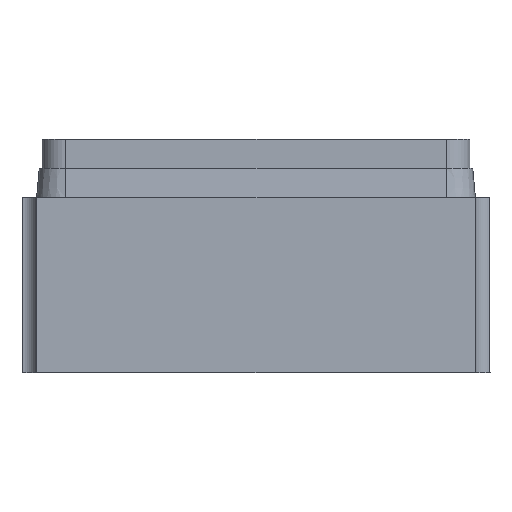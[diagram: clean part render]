
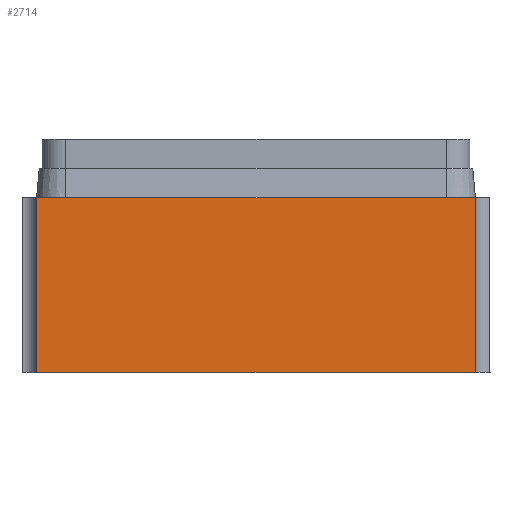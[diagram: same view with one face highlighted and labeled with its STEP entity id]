
A CAD part, front view. The second image highlights one B-rep face of the part: STEP entity #2714.
In plain terms, the highlighted face is planar.
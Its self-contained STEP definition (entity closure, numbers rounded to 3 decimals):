
#99=LINE('',#4169,#195);
#114=LINE('',#4303,#210);
#115=LINE('',#4306,#211);
#116=LINE('',#4307,#212);
#195=VECTOR('',#3151,1000.);
#210=VECTOR('',#3204,1000.);
#211=VECTOR('',#3205,1000.);
#212=VECTOR('',#3206,1000.);
#877=ORIENTED_EDGE('',*,*,#1217,.T.);
#878=ORIENTED_EDGE('',*,*,#1218,.F.);
#879=ORIENTED_EDGE('',*,*,#1177,.F.);
#880=ORIENTED_EDGE('',*,*,#1219,.T.);
#1177=EDGE_CURVE('',#1392,#1393,#99,.T.);
#1217=EDGE_CURVE('',#1421,#1422,#114,.T.);
#1218=EDGE_CURVE('',#1393,#1422,#115,.T.);
#1219=EDGE_CURVE('',#1392,#1421,#116,.T.);
#1392=VERTEX_POINT('',#4168);
#1393=VERTEX_POINT('',#4170);
#1421=VERTEX_POINT('',#4304);
#1422=VERTEX_POINT('',#4305);
#1582=EDGE_LOOP('',(#877,#878,#879,#880));
#1716=FACE_BOUND('',#1582,.T.);
#1802=PLANE('',#2856);
#2714=ADVANCED_FACE('',(#1716),#1802,.F.);
#2856=AXIS2_PLACEMENT_3D('',#4302,#3202,#3203);
#3151=DIRECTION('',(0.,1.,0.));
#3202=DIRECTION('',(-1.,0.,0.));
#3203=DIRECTION('',(0.,0.,1.));
#3204=DIRECTION('',(0.,1.,0.));
#3205=DIRECTION('',(0.,0.,-1.));
#3206=DIRECTION('',(0.,0.,-1.));
#4168=CARTESIAN_POINT('',(1.,-0.75,0.6));
#4169=CARTESIAN_POINT('',(1.,-0.75,0.6));
#4170=CARTESIAN_POINT('',(1.,0.75,0.6));
#4302=CARTESIAN_POINT('',(1.,-0.75,0.6));
#4303=CARTESIAN_POINT('',(1.,-0.75,0.));
#4304=CARTESIAN_POINT('',(1.,-0.75,0.));
#4305=CARTESIAN_POINT('',(1.,0.75,0.));
#4306=CARTESIAN_POINT('',(1.,0.75,0.6));
#4307=CARTESIAN_POINT('',(1.,-0.75,0.6));
